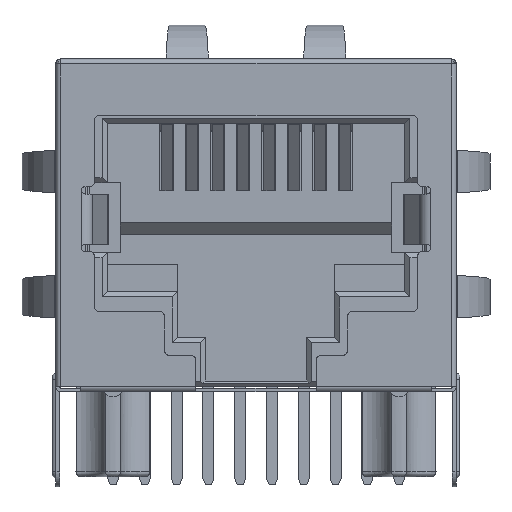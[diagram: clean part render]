
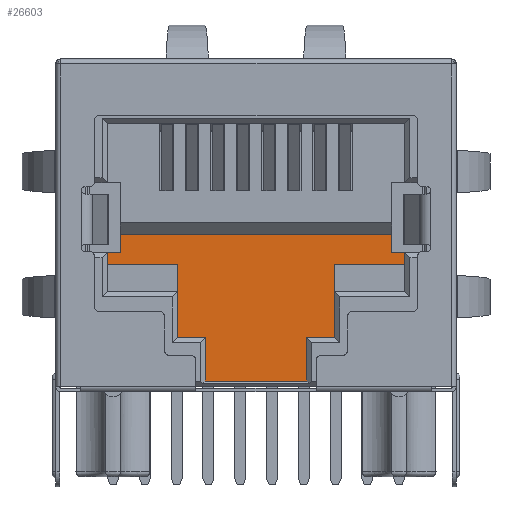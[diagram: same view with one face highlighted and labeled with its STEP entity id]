
A CAD part, front view. The second image highlights one B-rep face of the part: STEP entity #26603.
In plain terms, the highlighted planar face has unit normal (0, -1, 0).
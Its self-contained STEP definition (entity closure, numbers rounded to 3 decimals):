
#2846=ORIENTED_EDGE('',*,*,#10016,.F.);
#2847=ORIENTED_EDGE('',*,*,#9911,.T.);
#2848=ORIENTED_EDGE('',*,*,#9949,.F.);
#2849=ORIENTED_EDGE('',*,*,#9866,.F.);
#2850=ORIENTED_EDGE('',*,*,#9915,.F.);
#2851=ORIENTED_EDGE('',*,*,#9947,.F.);
#2852=ORIENTED_EDGE('',*,*,#10117,.T.);
#2853=ORIENTED_EDGE('',*,*,#9945,.T.);
#2854=ORIENTED_EDGE('',*,*,#9933,.F.);
#2855=ORIENTED_EDGE('',*,*,#9858,.T.);
#2856=ORIENTED_EDGE('',*,*,#9951,.T.);
#2857=ORIENTED_EDGE('',*,*,#9940,.T.);
#2858=ORIENTED_EDGE('',*,*,#10012,.T.);
#2859=ORIENTED_EDGE('',*,*,#10015,.T.);
#2860=ORIENTED_EDGE('',*,*,#9396,.T.);
#2861=ORIENTED_EDGE('',*,*,#9846,.T.);
#2862=ORIENTED_EDGE('',*,*,#9901,.T.);
#2863=ORIENTED_EDGE('',*,*,#9903,.T.);
#2864=ORIENTED_EDGE('',*,*,#9360,.T.);
#2865=ORIENTED_EDGE('',*,*,#10018,.F.);
#9360=EDGE_CURVE('',#13365,#13366,#15968,.T.);
#9396=EDGE_CURVE('',#13402,#13401,#16004,.T.);
#9846=EDGE_CURVE('',#13401,#13779,#16406,.T.);
#9858=EDGE_CURVE('',#13786,#13785,#16418,.T.);
#9866=EDGE_CURVE('',#13792,#13793,#16426,.T.);
#9901=EDGE_CURVE('',#13779,#13809,#16461,.T.);
#9903=EDGE_CURVE('',#13809,#13365,#16463,.T.);
#9911=EDGE_CURVE('',#13810,#13814,#16471,.T.);
#9915=EDGE_CURVE('',#13815,#13792,#16475,.T.);
#9933=EDGE_CURVE('',#13786,#13824,#16493,.T.);
#9940=EDGE_CURVE('',#13827,#13826,#16500,.T.);
#9945=EDGE_CURVE('',#13829,#13824,#16505,.T.);
#9947=EDGE_CURVE('',#13830,#13815,#16507,.T.);
#9949=EDGE_CURVE('',#13793,#13814,#16509,.T.);
#9951=EDGE_CURVE('',#13785,#13827,#16511,.T.);
#10012=EDGE_CURVE('',#13826,#13838,#16572,.T.);
#10015=EDGE_CURVE('',#13838,#13402,#16575,.T.);
#10016=EDGE_CURVE('',#13810,#13839,#16576,.T.);
#10018=EDGE_CURVE('',#13839,#13366,#16578,.T.);
#10117=EDGE_CURVE('',#13830,#13829,#16649,.T.);
#13365=VERTEX_POINT('',#40851);
#13366=VERTEX_POINT('',#40852);
#13401=VERTEX_POINT('',#40922);
#13402=VERTEX_POINT('',#40924);
#13779=VERTEX_POINT('',#41855);
#13785=VERTEX_POINT('',#41875);
#13786=VERTEX_POINT('',#41877);
#13792=VERTEX_POINT('',#41893);
#13793=VERTEX_POINT('',#41894);
#13809=VERTEX_POINT('',#41962);
#13810=VERTEX_POINT('',#41970);
#13814=VERTEX_POINT('',#41979);
#13815=VERTEX_POINT('',#41986);
#13824=VERTEX_POINT('',#42019);
#13826=VERTEX_POINT('',#42028);
#13827=VERTEX_POINT('',#42030);
#13829=VERTEX_POINT('',#42036);
#13830=VERTEX_POINT('',#42041);
#13838=VERTEX_POINT('',#42161);
#13839=VERTEX_POINT('',#42169);
#15968=LINE('',#40850,#19079);
#16004=LINE('',#40923,#19115);
#16406=LINE('',#41856,#19517);
#16418=LINE('',#41876,#19529);
#16426=LINE('',#41892,#19537);
#16461=LINE('',#41963,#19572);
#16463=LINE('',#41966,#19574);
#16471=LINE('',#41980,#19582);
#16475=LINE('',#41987,#19586);
#16493=LINE('',#42018,#19604);
#16500=LINE('',#42029,#19611);
#16505=LINE('',#42038,#19616);
#16507=LINE('',#42042,#19618);
#16509=LINE('',#42045,#19620);
#16511=LINE('',#42049,#19622);
#16572=LINE('',#42160,#19683);
#16575=LINE('',#42166,#19686);
#16576=LINE('',#42168,#19687);
#16578=LINE('',#42172,#19689);
#16649=LINE('',#42451,#19760);
#19079=VECTOR('',#34011,1000.);
#19115=VECTOR('',#34047,1000.);
#19517=VECTOR('',#34675,1000.);
#19529=VECTOR('',#34691,1000.);
#19537=VECTOR('',#34703,1000.);
#19572=VECTOR('',#34774,1000.);
#19574=VECTOR('',#34778,1000.);
#19582=VECTOR('',#34788,1000.);
#19586=VECTOR('',#34796,1000.);
#19604=VECTOR('',#34824,1000.);
#19611=VECTOR('',#34833,1000.);
#19616=VECTOR('',#34840,1000.);
#19618=VECTOR('',#34844,1000.);
#19620=VECTOR('',#34848,1000.);
#19622=VECTOR('',#34854,1000.);
#19683=VECTOR('',#35001,1000.);
#19686=VECTOR('',#35008,1000.);
#19687=VECTOR('',#35011,1000.);
#19689=VECTOR('',#35015,1000.);
#19760=VECTOR('',#35310,1000.);
#22456=EDGE_LOOP('',(#2846,#2847,#2848,#2849,#2850,#2851,#2852,#2853,#2854,
#2855,#2856,#2857,#2858,#2859,#2860,#2861,#2862,#2863,#2864,#2865));
#23970=FACE_BOUND('',#22456,.T.);
#25444=PLANE('',#32453);
#26603=ADVANCED_FACE('',(#23970),#25444,.F.);
#32453=AXIS2_PLACEMENT_3D('',#42452,#35311,#35312);
#34011=DIRECTION('',(-1.,0.,0.));
#34047=DIRECTION('',(-1.,0.,0.));
#34675=DIRECTION('',(0.,0.,-1.));
#34691=DIRECTION('',(0.,0.,-1.));
#34703=DIRECTION('',(0.,0.,-1.));
#34774=DIRECTION('',(1.,0.,0.));
#34778=DIRECTION('',(0.,0.,1.));
#34788=DIRECTION('',(0.,0.,1.));
#34796=DIRECTION('',(1.,0.,0.));
#34824=DIRECTION('',(1.,0.,0.));
#34833=DIRECTION('',(0.,0.,-1.));
#34840=DIRECTION('',(0.,0.,-1.));
#34844=DIRECTION('',(0.,0.,-1.));
#34848=DIRECTION('',(-1.,0.,0.));
#34854=DIRECTION('',(1.,0.,0.));
#35001=DIRECTION('',(1.,0.,0.));
#35008=DIRECTION('',(0.,0.,-1.));
#35011=DIRECTION('',(-1.,0.,0.));
#35015=DIRECTION('',(0.,0.,-1.));
#35310=DIRECTION('',(-1.,0.,0.));
#35311=DIRECTION('',(0.,1.,0.));
#35312=DIRECTION('',(0.,0.,1.));
#40850=CARTESIAN_POINT('',(2.03,0.911,-5.8));
#40851=CARTESIAN_POINT('',(2.03,0.911,-5.8));
#40852=CARTESIAN_POINT('',(2.025,0.911,-5.8));
#40922=CARTESIAN_POINT('',(-2.03,0.911,-5.8));
#40923=CARTESIAN_POINT('',(2.03,0.911,-5.8));
#40924=CARTESIAN_POINT('',(-2.025,0.911,-5.8));
#41855=CARTESIAN_POINT('',(-2.03,0.911,-6.17));
#41856=CARTESIAN_POINT('',(-2.03,0.911,-5.8));
#41875=CARTESIAN_POINT('',(-5.95,0.911,-1.53));
#41876=CARTESIAN_POINT('',(-5.95,0.911,-0.31));
#41877=CARTESIAN_POINT('',(-5.95,0.911,-1.04));
#41892=CARTESIAN_POINT('',(5.95,0.911,-0.31));
#41893=CARTESIAN_POINT('',(5.95,0.911,-1.04));
#41894=CARTESIAN_POINT('',(5.95,0.911,-1.53));
#41962=CARTESIAN_POINT('',(2.03,0.911,-6.17));
#41963=CARTESIAN_POINT('',(-2.03,0.911,-6.17));
#41966=CARTESIAN_POINT('',(2.03,0.911,-6.17));
#41970=CARTESIAN_POINT('',(3.15,0.911,-4.42));
#41979=CARTESIAN_POINT('',(3.15,0.911,-1.53));
#41980=CARTESIAN_POINT('',(3.15,0.911,-4.42));
#41986=CARTESIAN_POINT('',(5.425,0.911,-1.04));
#41987=CARTESIAN_POINT('',(5.95,0.911,-1.04));
#42018=CARTESIAN_POINT('',(-6.725,0.911,-1.04));
#42019=CARTESIAN_POINT('',(-5.425,0.911,-1.04));
#42028=CARTESIAN_POINT('',(-3.15,0.911,-4.42));
#42029=CARTESIAN_POINT('',(-3.15,0.911,-1.53));
#42030=CARTESIAN_POINT('',(-3.15,0.911,-1.53));
#42036=CARTESIAN_POINT('',(-5.425,0.911,-0.31));
#42038=CARTESIAN_POINT('',(-5.425,0.911,1.76));
#42041=CARTESIAN_POINT('',(5.425,0.911,-0.31));
#42042=CARTESIAN_POINT('',(5.425,0.911,1.76));
#42045=CARTESIAN_POINT('',(5.95,0.911,-1.53));
#42049=CARTESIAN_POINT('',(-5.95,0.911,-1.53));
#42160=CARTESIAN_POINT('',(-2.025,0.911,-4.42));
#42161=CARTESIAN_POINT('',(-2.025,0.911,-4.42));
#42166=CARTESIAN_POINT('',(-2.025,0.911,-5.8));
#42168=CARTESIAN_POINT('',(2.025,0.911,-4.42));
#42169=CARTESIAN_POINT('',(2.025,0.911,-4.42));
#42172=CARTESIAN_POINT('',(2.025,0.911,-5.8));
#42451=CARTESIAN_POINT('',(5.95,0.911,-0.31));
#42452=CARTESIAN_POINT('',(5.95,0.911,-0.31));
